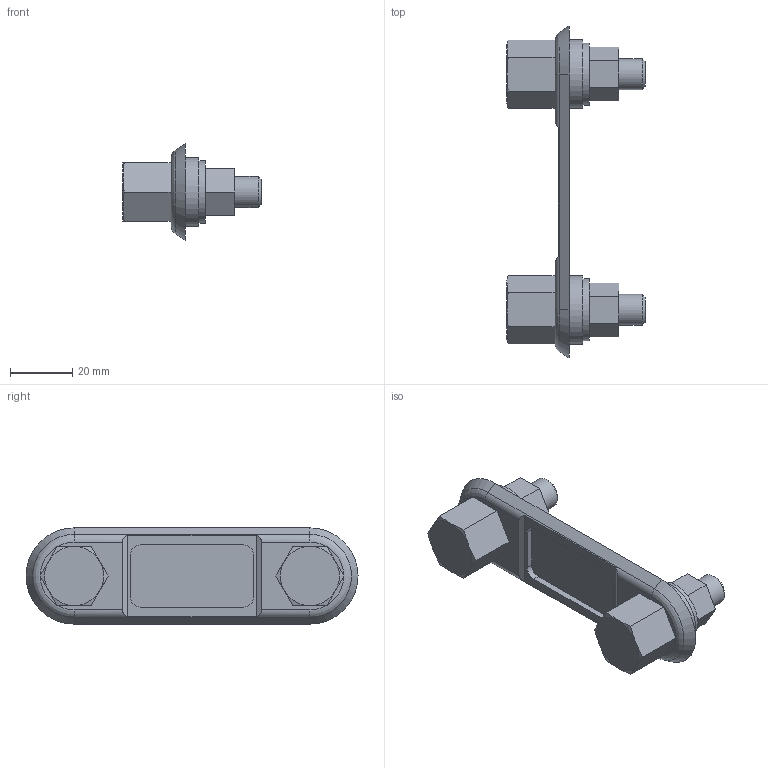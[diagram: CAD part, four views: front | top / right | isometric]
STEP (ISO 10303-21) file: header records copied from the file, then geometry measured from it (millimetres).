
FILE_DESCRIPTION( ( 'STEP AP214' ), '1' );
FILE_NAME( 'K0444.207610.stp', '2020-12-08T08:54:45', ( '' ), ( '' ), ' ', 'PARTsolutions', ' ' );
FILE_SCHEMA( ( 'AUTOMOTIVE_DESIGN { 1 0 10303 214 1 1 1 1 }' ) );
Length unit declared in the file: millimetre
Products named in the file (1): _K0444.207610
Bounding box: 44.5 x 107 x 31 mm (x, y, z)
Volume: 27617.2 mm3; surface area: 12261.4 mm2
Topology: 1 solids, 1 shells, 91 faces, 206 edges, 128 vertices
Faces by surface type: plane 59, cone 16, cylinder 14, torus 2
Full cylindrical faces by diameter (mm): 6 x2, 10 x2, 20 x2, 22 x2
Entity records: 3268 total; most frequent: CARTESIAN_POINT 532, DIRECTION 418, ORIENTED_EDGE 388, EDGE_CURVE 194, AXIS2_PLACEMENT_3D 156, VERTEX_POINT 126, EDGE_LOOP 112, LINE 106
